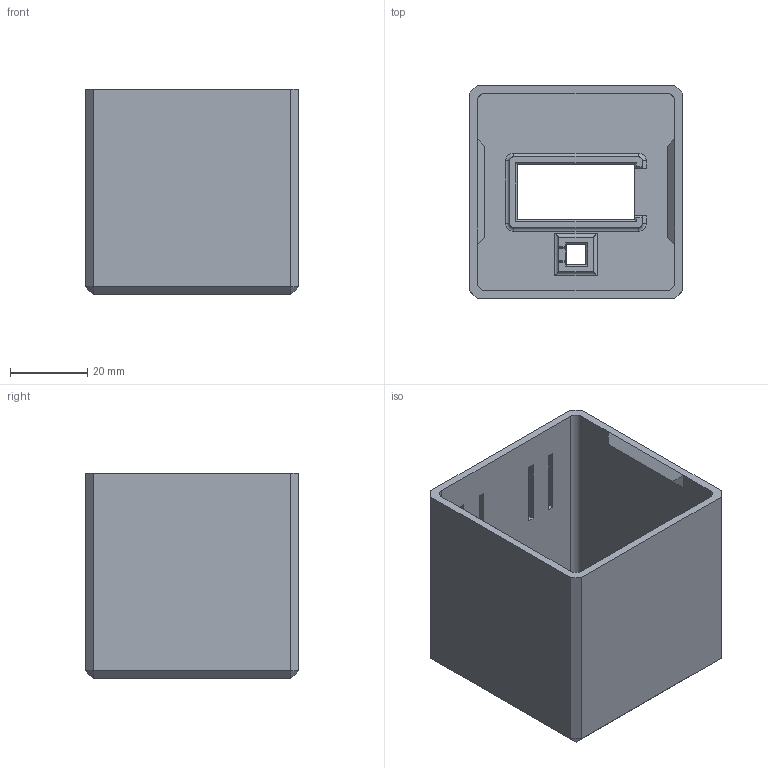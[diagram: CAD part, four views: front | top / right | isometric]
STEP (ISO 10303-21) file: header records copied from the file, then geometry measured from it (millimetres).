
FILE_DESCRIPTION(/* description */ (''),/* implementation_level */ '2;1');
FILE_NAME(/* name */ 'CO2 Ampel Version 7-Segment Tischgeraet v31.step',/* time_stamp */ '2020-12-11T08:55:38+01:00',/* author */ (''),/* organization */ (''),/* preprocessor_version */ 'ST-DEVELOPER v18.1',/* originating_system */ 'Autodesk Translation Framework v9.7.1.1290',/* authorisation */ '');
FILE_SCHEMA (('AUTOMOTIVE_DESIGN { 1 0 10303 214 3 1 1 }'));
Length unit declared in the file: millimetre
Products named in the file (1): CO2 Ampel Version 7-Segment Tischgeraet
Bounding box: 55 x 55 x 53 mm (x, y, z)
Volume: 27113.8 mm3; surface area: 27973.6 mm2
Topology: 1 solids, 1 shells, 262 faces, 706 edges, 454 vertices
Faces by surface type: plane 122, bspline 111, cylinder 21, cone 4, torus 4
Entity records: 9160 total; most frequent: CARTESIAN_POINT 3308, ORIENTED_EDGE 1408, DIRECTION 830, EDGE_CURVE 704, VERTEX_POINT 454, LINE 438, VECTOR 438, EDGE_LOOP 284
